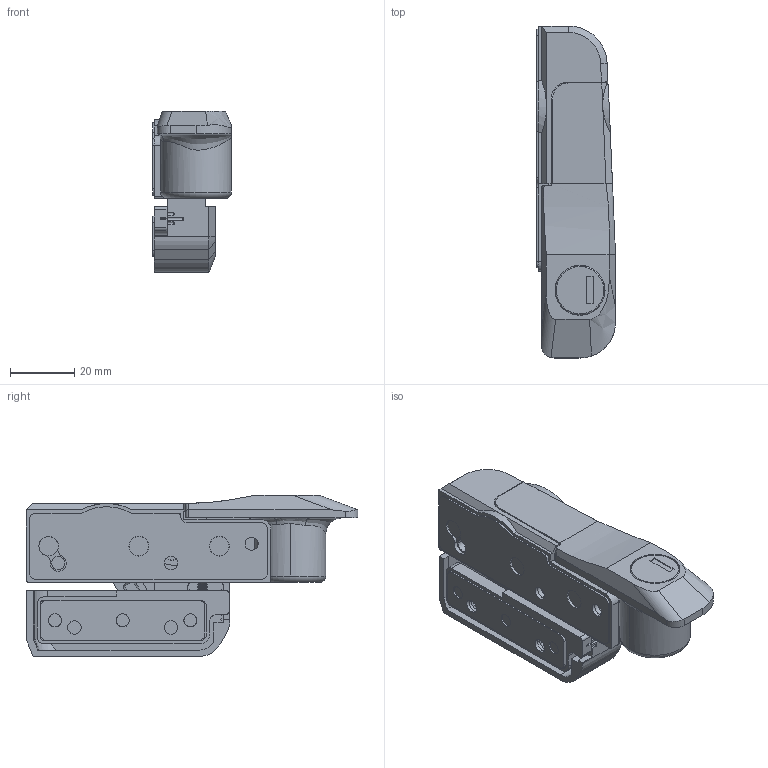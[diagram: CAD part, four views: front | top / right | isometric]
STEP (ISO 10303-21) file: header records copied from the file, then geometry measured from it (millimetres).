
FILE_DESCRIPTION (( 'STEP AP203' ), '1' );
FILE_NAME ('A-458-L.STEP', '2012-05-24T05:17:53', ( '11sw' ), ( 'タキゲン製造株式会社' ), 'SwSTEP 2.0', 'SolidWorks 2011', '' );
FILE_SCHEMA (( 'CONFIG_CONTROL_DESIGN' ));
Length unit declared in the file: millimetre
Products named in the file (12): A-458-L; TAK60-2_公開用_TAK60-2-4; A-458-L (TAK60)_サッシュ皿M4_M3×8; A-458-L (TAK60)_受け座パッキン_Default; A-458-L (TAK60)_受け座カバー_公_Default; A-458-L (TAK60)_受け座本体_公_Default; A-458-L (TAK60)_本体パッキン_Default; A-458-L (TAK60)_ハンドル_公_公開用; A-458-L (TAK60)_リンク_公_Default; A-458-L (TAK60)_アーム_公_Default; A-458-L (TAK60)_キャップ_Default; A-458-L (TAK60)_本体_公_Default
Assembly tree (11 placements, depth 2):
  A-458-L
    A-458-L (TAK60)_サッシュ皿M4_M3×8
    A-458-L (TAK60)_本体_公_Default
    TAK60-2_公開用_TAK60-2-4
    A-458-L (TAK60)_受け座パッキン_Default
    A-458-L (TAK60)_受け座カバー_公_Default
    A-458-L (TAK60)_受け座本体_公_Default
    A-458-L (TAK60)_本体パッキン_Default
    A-458-L (TAK60)_ハンドル_公_公開用
    A-458-L (TAK60)_リンク_公_Default
    A-458-L (TAK60)_アーム_公_Default
    A-458-L (TAK60)_キャップ_Default
Bounding box: 24.5 x 103 x 50 mm (x, y, z)
Volume: 47450 mm3; surface area: 33970.6 mm2
Topology: 11 solids, 11 shells, 693 faces, 1731 edges, 1088 vertices
Faces by surface type: plane 312, cylinder 222, cone 134, bspline 14, torus 8, sphere 3
Entity records: 22919 total; most frequent: CARTESIAN_POINT 4775, DIRECTION 3649, ORIENTED_EDGE 3452, EDGE_CURVE 1726, AXIS2_PLACEMENT_3D 1307, VERTEX_POINT 1088, VECTOR 1035, LINE 1035
